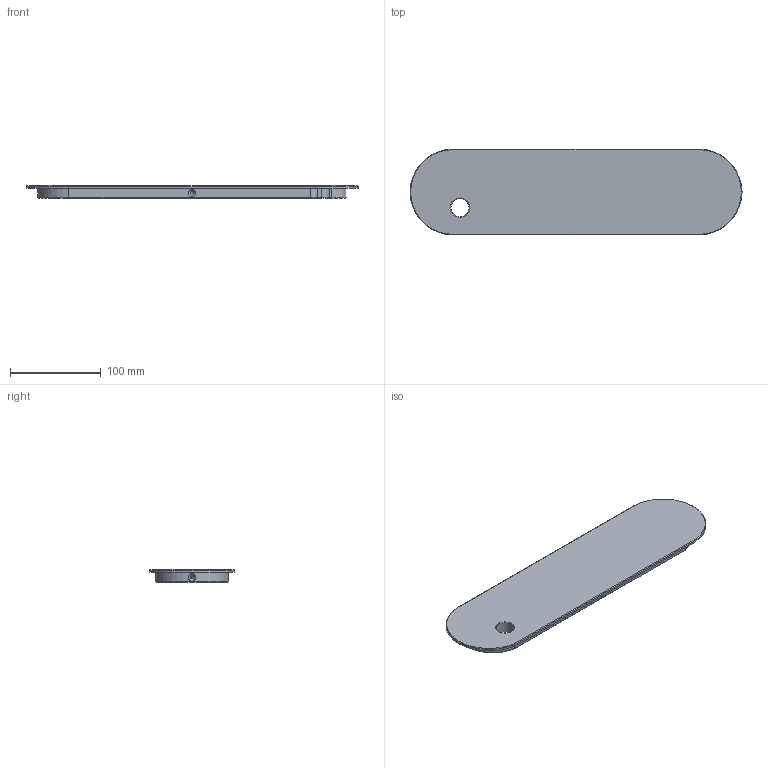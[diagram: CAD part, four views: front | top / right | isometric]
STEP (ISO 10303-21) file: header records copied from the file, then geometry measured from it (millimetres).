
FILE_DESCRIPTION(/* description */ (''),/* implementation_level */ '2;1');
FILE_NAME(/* name */ 'ThroatPlate v3.step',/* time_stamp */ '2021-05-26T07:17:36-04:00',/* author */ (''),/* organization */ (''),/* preprocessor_version */ 'ST-DEVELOPER v18.1',/* originating_system */ 'Autodesk Translation Framework v10.6.0.1341',/* authorisation */ '');
FILE_SCHEMA (('AUTOMOTIVE_DESIGN { 1 0 10303 214 3 1 1 }'));
Length unit declared in the file: millimetre
Products named in the file (1): ThroatPlate
Bounding box: 365.12 x 94.49 x 13.9 mm (x, y, z)
Volume: 364836.4 mm3; surface area: 75932.4 mm2
Topology: 1 solids, 1 shells, 44 faces, 103 edges, 62 vertices
Faces by surface type: cone 18, cylinder 15, plane 11
Full cylindrical faces by diameter (mm): 3.2 x2, 20 x1
Entity records: 1340 total; most frequent: CARTESIAN_POINT 291, DIRECTION 225, ORIENTED_EDGE 202, EDGE_CURVE 101, AXIS2_PLACEMENT_3D 90, VERTEX_POINT 62, EDGE_LOOP 49, LINE 45
